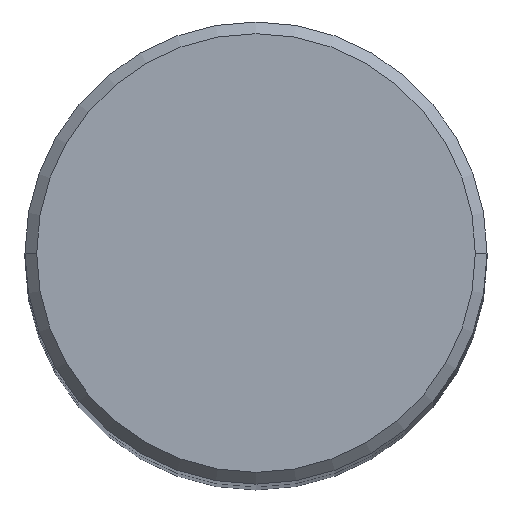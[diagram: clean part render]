
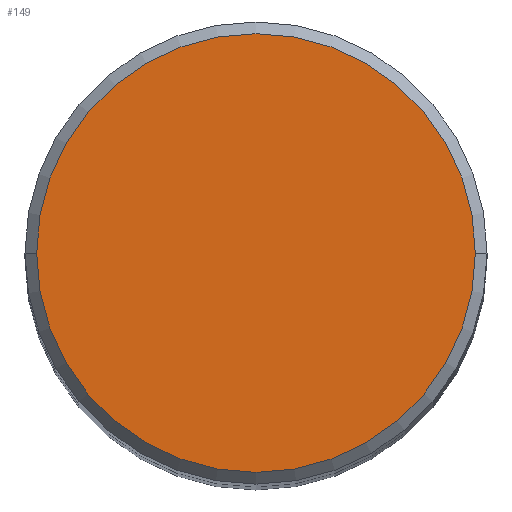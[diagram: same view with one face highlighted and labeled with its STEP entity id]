
A CAD part, top view. The second image highlights one B-rep face of the part: STEP entity #149.
In plain terms, the highlighted planar face has unit normal (0, 0, 1).
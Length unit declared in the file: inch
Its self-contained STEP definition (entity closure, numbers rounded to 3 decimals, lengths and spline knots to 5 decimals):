
#9 = CARTESIAN_POINT ( 'NONE',  ( 0., 0., 0. ) ) ;
#11 = DIRECTION ( 'NONE',  ( 0., 0., 1. ) ) ;
#41 = DIRECTION ( 'NONE',  ( 1., 0., 0. ) ) ;
#54 = ORIENTED_EDGE ( 'NONE', *, *, #127, .T. ) ;
#70 = DIRECTION ( 'NONE',  ( 1., 0., 0. ) ) ;
#82 = AXIS2_PLACEMENT_3D ( 'NONE', #100, #398, #70 ) ;
#87 = VERTEX_POINT ( 'NONE', #294 ) ;
#91 = ORIENTED_EDGE ( 'NONE', *, *, #166, .T. ) ;
#100 = CARTESIAN_POINT ( 'NONE',  ( 0., 0., 0. ) ) ;
#122 = CIRCLE ( 'NONE', #82, 0.3737 ) ;
#127 = EDGE_CURVE ( 'NONE', #87, #277, #392, .T. ) ;
#133 = PLANE ( 'NONE',  #383 ) ;
#149 = ADVANCED_FACE ( 'NONE', ( #242 ), #133, .F. ) ;
#166 = EDGE_CURVE ( 'NONE', #277, #87, #122, .T. ) ;
#179 = CARTESIAN_POINT ( 'NONE',  ( -0.3737, 0., 0. ) ) ;
#205 = DIRECTION ( 'NONE',  ( -1., 0., 0. ) ) ;
#242 = FACE_OUTER_BOUND ( 'NONE', #309, .T. ) ;
#270 = DIRECTION ( 'NONE',  ( 0., 0., -1. ) ) ;
#277 = VERTEX_POINT ( 'NONE', #179 ) ;
#294 = CARTESIAN_POINT ( 'NONE',  ( 0.3737, 0., 0. ) ) ;
#303 = CARTESIAN_POINT ( 'NONE',  ( 0., 0.3737, 0. ) ) ;
#309 = EDGE_LOOP ( 'NONE', ( #91, #54 ) ) ;
#343 = AXIS2_PLACEMENT_3D ( 'NONE', #9, #11, #41 ) ;
#383 = AXIS2_PLACEMENT_3D ( 'NONE', #303, #270, #205 ) ;
#392 = CIRCLE ( 'NONE', #343, 0.3737 ) ;
#398 = DIRECTION ( 'NONE',  ( 0., 0., 1. ) ) ;
